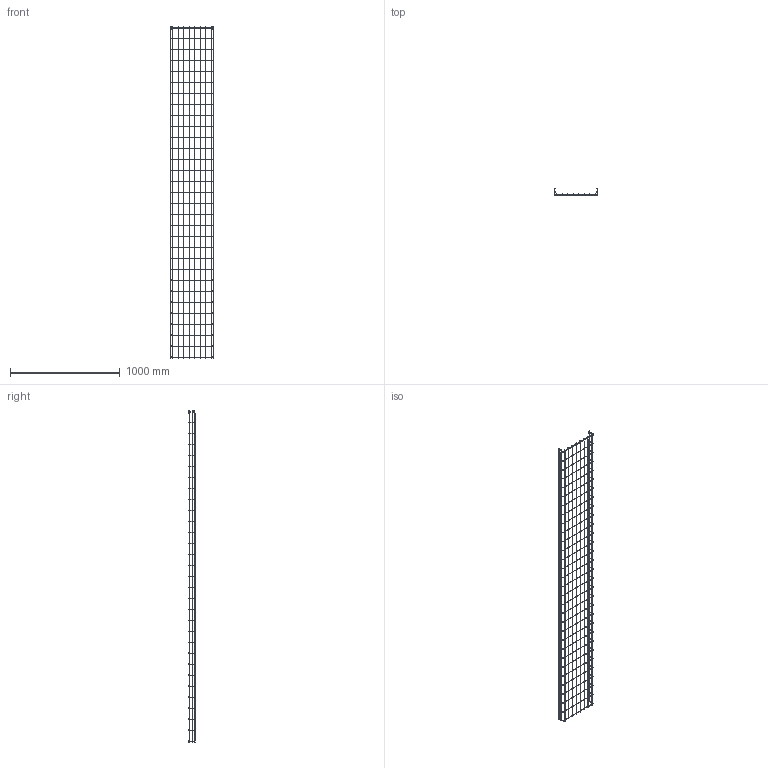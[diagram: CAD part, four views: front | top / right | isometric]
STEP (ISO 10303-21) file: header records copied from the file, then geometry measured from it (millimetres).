
FILE_DESCRIPTION((''),'2;1');
FILE_NAME('6001053_ASM','2012-07-04T',('AndreasKeweloh'),(''),'PRO/ENGINEER BY PARAMETRIC TECHNOLOGY CORPORATION, 2012130','PRO/ENGINEER BY PARAMETRIC TECHNOLOGY CORPORATION, 2012130','');
FILE_SCHEMA(('CONFIG_CONTROL_DESIGN'));
Length unit declared in the file: millimetre
Products named in the file (4): GRM_D38_U400; GRM_D38XL3024; GRM_D38_U400_MUFFE; 6001053_ASM
Assembly tree (44 placements, depth 2):
  6001053_ASM
    GRM_D38_U400  x30
    GRM_D38XL3024  x12
    GRM_D38_U400_MUFFE  x2
Bounding box: 400 x 58 x 3024.29 mm (x, y, z)
Volume: 589830.8 mm3; surface area: 621916 mm2
Topology: 44 solids, 44 shells, 600 faces, 1112 edges, 600 vertices
Faces by surface type: cylinder 312, torus 200, plane 88
Entity records: 1506 total; most frequent: DIRECTION 306, CARTESIAN_POINT 254, ORIENTED_EDGE 156, AXIS2_PLACEMENT_3D 142, EDGE_CURVE 78, CIRCLE 52, PRODUCT_DEFINITION_SHAPE 48, ITEM_DEFINED_TRANSFORMATION 44
